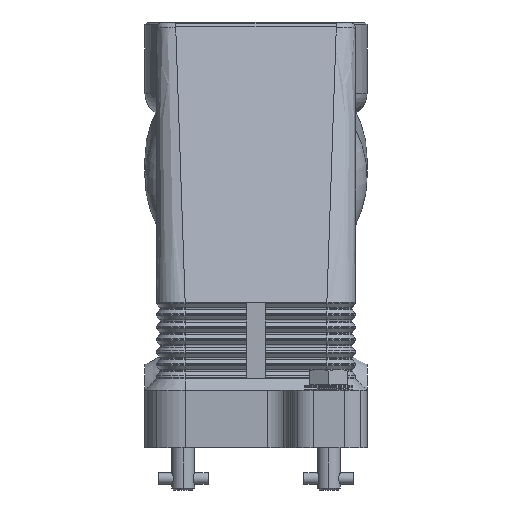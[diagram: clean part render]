
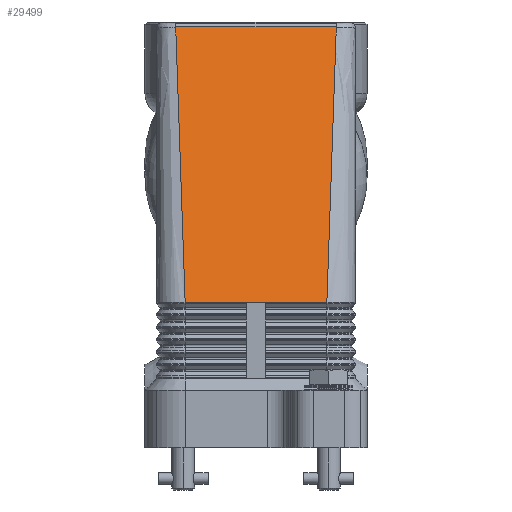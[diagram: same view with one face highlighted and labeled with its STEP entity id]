
A CAD part, left-side view. The second image highlights one B-rep face of the part: STEP entity #29499.
In plain terms, the highlighted planar face has unit normal (-0.965, 0, 0.264).
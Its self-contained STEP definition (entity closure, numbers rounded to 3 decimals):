
#5602=CARTESIAN_POINT('',(-41.302,20.962,109.896));
#5603=VERTEX_POINT('',#5602);
#5611=CARTESIAN_POINT('',(-41.302,-20.962,109.896));
#5612=VERTEX_POINT('',#5611);
#5613=CARTESIAN_POINT('',(-41.302,20.962,109.896));
#5614=DIRECTION('',(0.0,-1.0,0.0));
#5615=VECTOR('',#5614,41.924);
#5616=LINE('',#5613,#5615);
#5617=EDGE_CURVE('',#5603,#5612,#5616,.T.);
#19169=CARTESIAN_POINT('',(-61.0,-2.5,38.));
#19170=VERTEX_POINT('',#19169);
#19188=CARTESIAN_POINT('',(-61.0,-18.5,38.));
#19189=VERTEX_POINT('',#19188);
#19197=CARTESIAN_POINT('',(-61.0,-18.5,38.));
#19198=DIRECTION('',(0.0,1.0,0.0));
#19199=VECTOR('',#19198,16.);
#19200=LINE('',#19197,#19199);
#19201=EDGE_CURVE('',#19189,#19170,#19200,.T.);
#20897=CARTESIAN_POINT('',(-61.0,2.5,38.));
#20898=VERTEX_POINT('',#20897);
#20899=CARTESIAN_POINT('',(-61.0,-2.5,38.));
#20900=DIRECTION('',(0.0,1.0,0.0));
#20901=VECTOR('',#20900,5.0);
#20902=LINE('',#20899,#20901);
#20903=EDGE_CURVE('',#19170,#20898,#20902,.T.);
#23263=CARTESIAN_POINT('',(-61.0,18.5,38.));
#23264=VERTEX_POINT('',#23263);
#23265=CARTESIAN_POINT('',(-61.0,2.5,38.));
#23266=DIRECTION('',(0.0,1.0,0.0));
#23267=VECTOR('',#23266,16.);
#23268=LINE('',#23265,#23267);
#23269=EDGE_CURVE('',#20898,#23264,#23268,.T.);
#25653=CARTESIAN_POINT('',(-42.806,-20.774,104.407));
#25654=VERTEX_POINT('',#25653);
#25655=CARTESIAN_POINT('',(-41.302,-20.962,109.896));
#25656=CARTESIAN_POINT('',(-41.804,-20.9,108.066));
#25657=CARTESIAN_POINT('',(-42.305,-20.837,106.236));
#25658=CARTESIAN_POINT('',(-42.806,-20.774,104.407));
#25659=B_SPLINE_CURVE_WITH_KNOTS('',3,(#25655,#25656,#25657,#25658),.UNSPECIFIED.,.F.,.U.,(4,4),(0.015,0.09),.UNSPECIFIED.);
#25660=EDGE_CURVE('',#5612,#25654,#25659,.T.);
#25662=CARTESIAN_POINT('',(-42.806,-20.774,104.407));
#25663=CARTESIAN_POINT('',(-48.871,-20.016,82.271));
#25664=CARTESIAN_POINT('',(-54.935,-19.258,60.136));
#25665=CARTESIAN_POINT('',(-61.0,-18.5,38.0));
#25666=B_SPLINE_CURVE_WITH_KNOTS('',3,(#25662,#25663,#25664,#25665),.UNSPECIFIED.,.F.,.U.,(4,4),(0.09,1.0),.UNSPECIFIED.);
#25667=EDGE_CURVE('',#25654,#19189,#25666,.T.);
#27110=CARTESIAN_POINT('',(-42.806,20.774,104.407));
#27111=VERTEX_POINT('',#27110);
#27112=CARTESIAN_POINT('',(-41.302,20.962,109.896));
#27113=CARTESIAN_POINT('',(-41.804,20.9,108.066));
#27114=CARTESIAN_POINT('',(-42.305,20.837,106.236));
#27115=CARTESIAN_POINT('',(-42.806,20.774,104.407));
#27116=B_SPLINE_CURVE_WITH_KNOTS('',3,(#27112,#27113,#27114,#27115),.UNSPECIFIED.,.F.,.U.,(4,4),(0.015,0.09),.UNSPECIFIED.);
#27117=EDGE_CURVE('',#5603,#27111,#27116,.T.);
#27143=CARTESIAN_POINT('',(-42.806,20.774,104.407));
#27144=CARTESIAN_POINT('',(-48.871,20.016,82.271));
#27145=CARTESIAN_POINT('',(-54.935,19.258,60.136));
#27146=CARTESIAN_POINT('',(-61.0,18.5,38.0));
#27147=B_SPLINE_CURVE_WITH_KNOTS('',3,(#27143,#27144,#27145,#27146),.UNSPECIFIED.,.F.,.U.,(4,4),(0.09,1.0),.UNSPECIFIED.);
#27148=EDGE_CURVE('',#27111,#23264,#27147,.T.);
#29484=CARTESIAN_POINT('',(-41.0,21.,111.));
#29485=DIRECTION('',(0.964,0.0,-0.264));
#29486=DIRECTION('',(-0.264,0.0,-0.964));
#29487=AXIS2_PLACEMENT_3D('',#29484,#29485,#29486);
#29488=PLANE('',#29487);
#29489=ORIENTED_EDGE('',*,*,#5617,.F.);
#29490=ORIENTED_EDGE('',*,*,#27117,.T.);
#29491=ORIENTED_EDGE('',*,*,#27148,.T.);
#29492=ORIENTED_EDGE('',*,*,#23269,.F.);
#29493=ORIENTED_EDGE('',*,*,#20903,.F.);
#29494=ORIENTED_EDGE('',*,*,#19201,.F.);
#29495=ORIENTED_EDGE('',*,*,#25667,.F.);
#29496=ORIENTED_EDGE('',*,*,#25660,.F.);
#29497=EDGE_LOOP('',(#29489,#29490,#29491,#29492,#29493,#29494,#29495,#29496));
#29498=FACE_OUTER_BOUND('',#29497,.T.);
#29499=ADVANCED_FACE('',(#29498),#29488,.F.);
